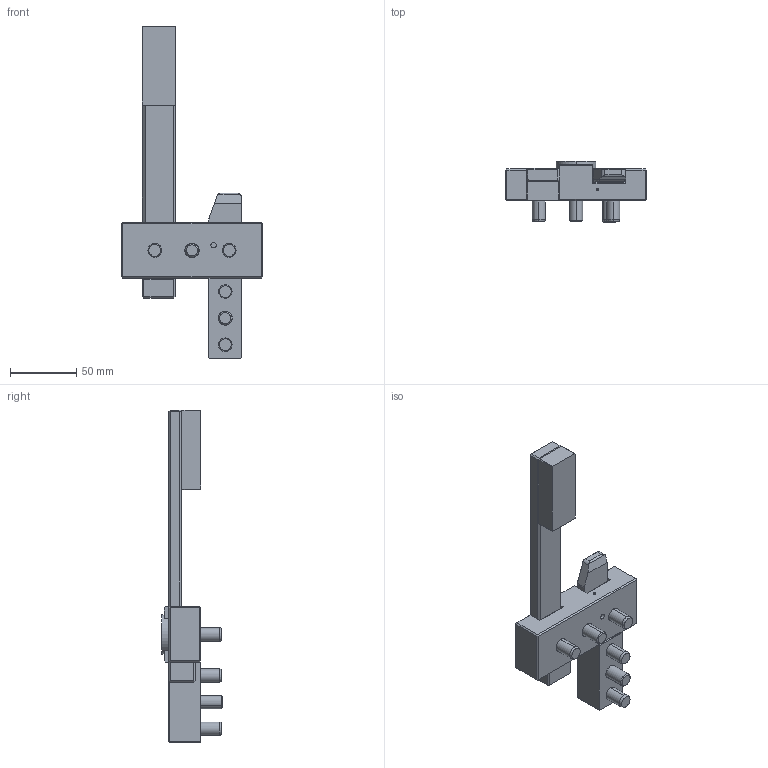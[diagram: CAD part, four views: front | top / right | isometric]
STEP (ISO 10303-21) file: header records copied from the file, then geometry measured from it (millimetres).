
FILE_DESCRIPTION (( 'STEP AP214' ), '1' );
FILE_NAME ('GS421024.STEP', '2022-01-20T14:29:43', ( '' ), ( '' ), 'SwSTEP 2.0', 'SolidWorks 2019', '' );
FILE_SCHEMA (( 'AUTOMOTIVE_DESIGN' ));
Length unit declared in the file: millimetre
Products named in the file (15): 9GS421024-3_Gs.226616; 3MUELLE-GS_Comprimida; 9GS421024-2_Gs.226616; 9GS421024-7; 1PCI63251040_Parallel Pin ISO 8734 - 10 x 40 - A - St; 9GS421024-1_GS.226616; DIN 6325 Ø2x16; 1DIN79911040_DIN 7991 - M10 x 40 --- 40C; 1DIN79911045_DIN 7991 - M10 x 40 --- 40C; 1PCI63251030_Parallel Pin ISO 8734 - 10 x 30 - A - St; 9GS226616-4; 9GS421024; 9GS421024-5_Gs.226616; GS421024; 9GS421024-6_Gs.226616
Assembly tree (16 placements, depth 3):
  GS421024
    3MUELLE-GS_Comprimida
    9GS421024
      9GS421024-1_GS.226616
      9GS421024-2_Gs.226616
      9GS421024-3_Gs.226616
      9GS226616-4
      9GS421024-5_Gs.226616
      9GS421024-6_Gs.226616
      9GS421024-7
      DIN 6325 Ø2x16
    1DIN79911040_DIN 7991 - M10 x 40 --- 40C
    1PCI63251040_Parallel Pin ISO 8734 - 10 x 40 - A - St  x2
    1DIN79911045_DIN 7991 - M10 x 40 --- 40C
    1PCI63251030_Parallel Pin ISO 8734 - 10 x 30 - A - St  x2
Bounding box: 106 x 45.85 x 250 mm (x, y, z)
Volume: 216384.3 mm3; surface area: 65407.5 mm2
Topology: 15 solids, 15 shells, 348 faces, 805 edges, 490 vertices
Faces by surface type: plane 187, cylinder 82, cone 65, torus 10, bspline 4
Entity records: 12310 total; most frequent: CARTESIAN_POINT 3917, DIRECTION 1650, ORIENTED_EDGE 1546, EDGE_CURVE 773, AXIS2_PLACEMENT_3D 577, LINE 496, VECTOR 496, VERTEX_POINT 474
